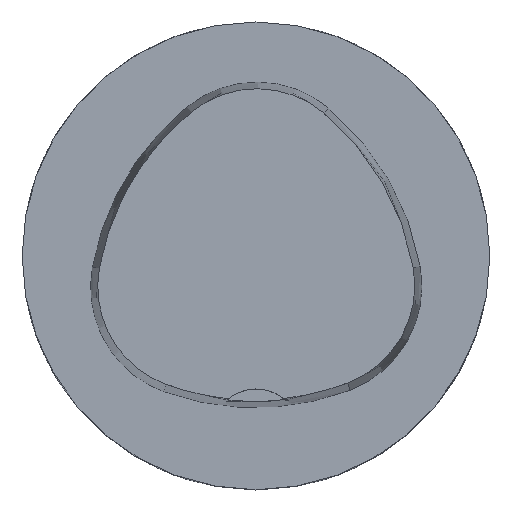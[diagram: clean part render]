
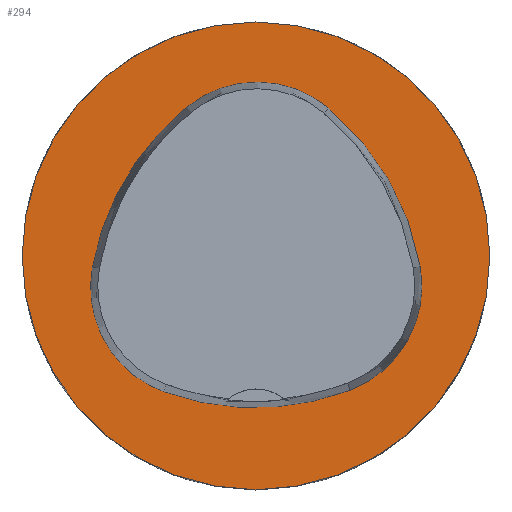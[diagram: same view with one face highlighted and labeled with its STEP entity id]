
A CAD part, top view. The second image highlights one B-rep face of the part: STEP entity #294.
In plain terms, the highlighted planar face has unit normal (0, 0, 1).
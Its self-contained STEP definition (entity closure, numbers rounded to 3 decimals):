
#223=PLANE('',#1331);
#294=ADVANCED_FACE('',(#427,#428),#223,.T.);
#427=FACE_BOUND('',#500,.T.);
#428=FACE_BOUND('',#501,.T.);
#500=EDGE_LOOP('',(#621,#622,#623,#624,#625,#626));
#501=EDGE_LOOP('',(#627));
#621=ORIENTED_EDGE('',*,*,#797,.T.);
#622=ORIENTED_EDGE('',*,*,#777,.T.);
#623=ORIENTED_EDGE('',*,*,#781,.T.);
#624=ORIENTED_EDGE('',*,*,#784,.T.);
#625=ORIENTED_EDGE('',*,*,#787,.T.);
#626=ORIENTED_EDGE('',*,*,#795,.T.);
#627=ORIENTED_EDGE('',*,*,#744,.F.);
#677=VERTEX_POINT('',#1783);
#710=VERTEX_POINT('',#1875);
#711=VERTEX_POINT('',#1876);
#714=VERTEX_POINT('',#1884);
#716=VERTEX_POINT('',#1890);
#718=VERTEX_POINT('',#1896);
#725=VERTEX_POINT('',#1917);
#744=EDGE_CURVE('',#677,#677,#811,.T.);
#777=EDGE_CURVE('',#710,#711,#836,.T.);
#781=EDGE_CURVE('',#711,#714,#838,.T.);
#784=EDGE_CURVE('',#714,#716,#840,.T.);
#787=EDGE_CURVE('',#716,#718,#842,.T.);
#795=EDGE_CURVE('',#718,#725,#846,.T.);
#797=EDGE_CURVE('',#725,#710,#848,.T.);
#811=CIRCLE('',#1254,31.5);
#836=CIRCLE('',#1309,36.);
#838=CIRCLE('',#1312,15.);
#840=CIRCLE('',#1315,36.);
#842=CIRCLE('',#1318,15.);
#846=CIRCLE('',#1323,36.);
#848=CIRCLE('',#1326,15.);
#1254=AXIS2_PLACEMENT_3D('',#1782,#1453,#1454);
#1309=AXIS2_PLACEMENT_3D('',#1874,#1567,#1568);
#1312=AXIS2_PLACEMENT_3D('',#1883,#1575,#1576);
#1315=AXIS2_PLACEMENT_3D('',#1889,#1582,#1583);
#1318=AXIS2_PLACEMENT_3D('',#1895,#1589,#1590);
#1323=AXIS2_PLACEMENT_3D('',#1918,#1601,#1602);
#1326=AXIS2_PLACEMENT_3D('',#1921,#1607,#1608);
#1331=AXIS2_PLACEMENT_3D('',#1926,#1617,#1618);
#1453=DIRECTION('',(0.,0.,-1.));
#1454=DIRECTION('',(-1.,0.,0.));
#1567=DIRECTION('',(0.,0.,-1.));
#1568=DIRECTION('',(-1.,0.,0.));
#1575=DIRECTION('',(0.,0.,-1.));
#1576=DIRECTION('',(-1.,0.,0.));
#1582=DIRECTION('',(0.,0.,-1.));
#1583=DIRECTION('',(-1.,0.,0.));
#1589=DIRECTION('',(0.,0.,-1.));
#1590=DIRECTION('',(-1.,0.,0.));
#1601=DIRECTION('',(0.,0.,-1.));
#1602=DIRECTION('',(-1.,0.,0.));
#1607=DIRECTION('',(0.,0.,-1.));
#1608=DIRECTION('',(-1.,0.,0.));
#1617=DIRECTION('',(0.,0.,1.));
#1618=DIRECTION('',(1.,0.,0.));
#1782=CARTESIAN_POINT('',(0.,0.,0.));
#1783=CARTESIAN_POINT('',(-31.5,0.,0.));
#1874=CARTESIAN_POINT('',(13.398,-7.893,0.));
#1875=CARTESIAN_POINT('',(-22.041,-1.562,0.));
#1876=CARTESIAN_POINT('',(-9.317,20.036,0.));
#1883=CARTESIAN_POINT('',(0.148,8.399,0.));
#1884=CARTESIAN_POINT('',(9.779,19.898,0.));
#1889=CARTESIAN_POINT('',(-13.337,-7.7,0.));
#1890=CARTESIAN_POINT('',(22.122,-1.48,0.));
#1895=CARTESIAN_POINT('',(7.347,-4.071,0.));
#1896=CARTESIAN_POINT('',(12.693,-18.087,0.));
#1917=CARTESIAN_POINT('',(-12.373,-18.307,0.));
#1918=CARTESIAN_POINT('',(-0.137,15.55,0.));
#1921=CARTESIAN_POINT('',(-7.275,-4.2,0.));
#1926=CARTESIAN_POINT('',(0.,0.,0.));
